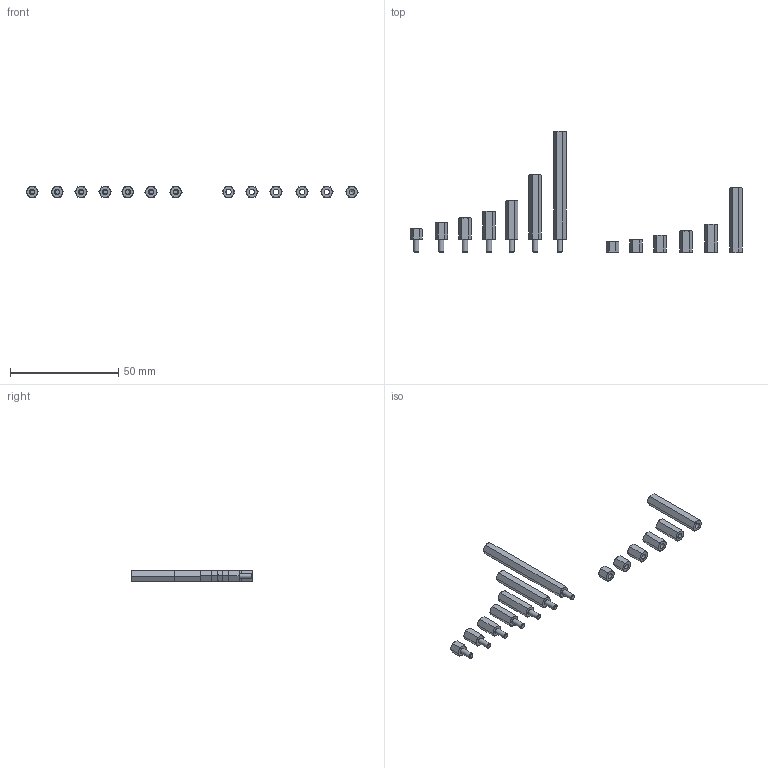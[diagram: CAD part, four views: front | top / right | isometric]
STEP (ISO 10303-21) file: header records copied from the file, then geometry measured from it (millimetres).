
FILE_DESCRIPTION(/* description */ (''),/* implementation_level */ '2;1');
FILE_NAME(/* name */ 'distans.stp',/* time_stamp */ '2016-12-26T11:26:12+03:00',/* author */ ('Selcuk Yavuz'),/* organization */ (''),/* preprocessor_version */ 'ST-DEVELOPER v16.5',/* originating_system */ 'Autodesk Inventor 2017',/* authorisation */ '');
FILE_SCHEMA (('AUTOMOTIVE_DESIGN { 1 0 10303 214 3 1 1 }'));
Length unit declared in the file: millimetre
Products named in the file (14): Assembly1; OPT_DISTANSM3; DISTANSM3X10_VIDALI; DISTANSM3X10_VIDALI_1; DISTANSM3X10_VIDALI_2; DISTANSM3X18_VIDALI; DISTANSM3X30_VIDALI; DISTANSM3X50_VIDALI; DISTANSM3X5; DISTANSM3X10_VIDALI_3; DISTANSM3X10_VIDALI_4; DISTANSM3X10_VIDALI_5; DISTANSM3X10_VIDALI_6; DISTANSM3X30_DISI_DISI
Assembly tree (13 placements, depth 2):
  Assembly1
    OPT_DISTANSM3
    DISTANSM3X10_VIDALI
    DISTANSM3X10_VIDALI_1
    DISTANSM3X10_VIDALI_2
    DISTANSM3X18_VIDALI
    DISTANSM3X30_VIDALI
    DISTANSM3X50_VIDALI
    DISTANSM3X5
    DISTANSM3X10_VIDALI_3
    DISTANSM3X10_VIDALI_4
    DISTANSM3X10_VIDALI_5
    DISTANSM3X10_VIDALI_6
    DISTANSM3X30_DISI_DISI
Bounding box: 153.61 x 56 x 5 mm (x, y, z)
Volume: 4111.2 mm3; surface area: 5250.7 mm2
Topology: 14 solids, 14 shells, 199 faces, 464 edges, 299 vertices
Faces by surface type: plane 112, cone 66, cylinder 21
Full cylindrical faces by diameter (mm): 2.459 x21
Entity records: 5414 total; most frequent: CARTESIAN_POINT 1276, ORIENTED_EDGE 788, DIRECTION 758, EDGE_CURVE 393, AXIS2_PLACEMENT_3D 325, VERTEX_POINT 285, EDGE_LOOP 274, FACE_OUTER_BOUND 199
